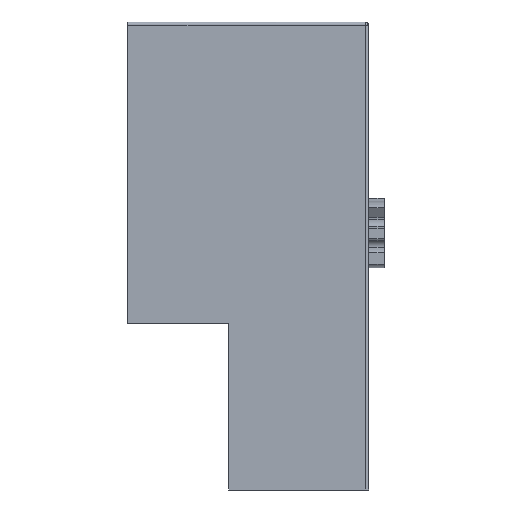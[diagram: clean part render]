
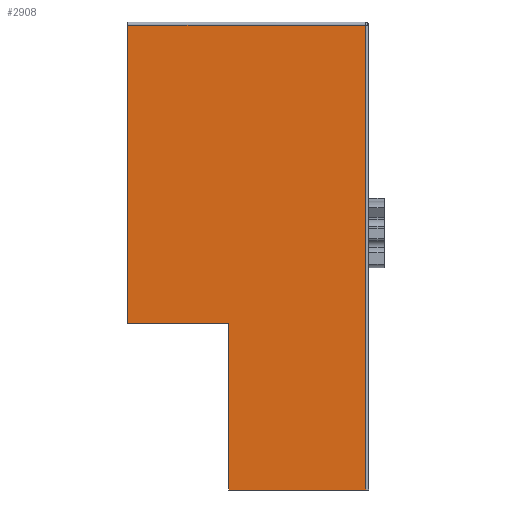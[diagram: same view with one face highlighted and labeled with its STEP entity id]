
A CAD part, left-side view. The second image highlights one B-rep face of the part: STEP entity #2908.
In plain terms, the highlighted planar face has unit normal (-1, 0, 0).
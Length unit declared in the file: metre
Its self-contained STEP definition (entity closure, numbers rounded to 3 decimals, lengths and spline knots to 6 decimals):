
#139=LINE('',#3661,#374);
#140=LINE('',#3674,#375);
#141=LINE('',#3676,#376);
#142=LINE('',#3678,#377);
#374=VECTOR('',#3203,1.);
#375=VECTOR('',#3204,1.);
#376=VECTOR('',#3205,1.);
#377=VECTOR('',#3206,1.);
#611=ORIENTED_EDGE('',*,*,#1525,.F.);
#612=ORIENTED_EDGE('',*,*,#1526,.T.);
#613=ORIENTED_EDGE('',*,*,#1527,.T.);
#614=ORIENTED_EDGE('',*,*,#1528,.T.);
#615=ORIENTED_EDGE('',*,*,#1529,.F.);
#616=ORIENTED_EDGE('',*,*,#1530,.T.);
#1525=EDGE_CURVE('',#1982,#1983,#139,.T.);
#1526=EDGE_CURVE('',#1982,#1984,#2280,.T.);
#1527=EDGE_CURVE('',#1984,#1985,#2281,.T.);
#1528=EDGE_CURVE('',#1985,#1986,#140,.T.);
#1529=EDGE_CURVE('',#1987,#1986,#141,.T.);
#1530=EDGE_CURVE('',#1987,#1983,#142,.T.);
#1982=VERTEX_POINT('',#3662);
#1983=VERTEX_POINT('',#3663);
#1984=VERTEX_POINT('',#3668);
#1985=VERTEX_POINT('',#3673);
#1986=VERTEX_POINT('',#3675);
#1987=VERTEX_POINT('',#3677);
#2280=B_SPLINE_CURVE_WITH_KNOTS('',3,(#3664,#3665,#3666,#3667),
 .UNSPECIFIED.,.F.,.F.,(4,4),(0.,1.),.UNSPECIFIED.);
#2281=B_SPLINE_CURVE_WITH_KNOTS('',3,(#3669,#3670,#3671,#3672),
 .UNSPECIFIED.,.F.,.F.,(4,4),(0.,1.),.UNSPECIFIED.);
#2477=EDGE_LOOP('',(#611,#612,#613,#614,#615,#616));
#2658=FACE_BOUND('',#2477,.T.);
#2839=PLANE('',#3089);
#2908=ADVANCED_FACE('',(#2658),#2839,.F.);
#3089=AXIS2_PLACEMENT_3D('',#3660,#3201,#3202);
#3201=DIRECTION('',(1.,0.,0.));
#3202=DIRECTION('',(0.,0.,-1.));
#3203=DIRECTION('',(0.,1.,0.));
#3204=DIRECTION('',(0.,0.,-1.));
#3205=DIRECTION('',(0.,1.,0.));
#3206=DIRECTION('',(0.,0.,-1.));
#3660=CARTESIAN_POINT('',(-0.015,-0.037946,0.));
#3661=CARTESIAN_POINT('',(-0.015,-0.037946,-0.0147));
#3662=CARTESIAN_POINT('',(-0.015,-0.037746,-0.0147));
#3663=CARTESIAN_POINT('',(-0.015,-0.028901,-0.0147));
#3664=CARTESIAN_POINT('',(-0.015,-0.037746,-0.0147));
#3665=CARTESIAN_POINT('',(-0.015,-0.037746,-0.0047));
#3666=CARTESIAN_POINT('',(-0.015,-0.037746,0.0053));
#3667=CARTESIAN_POINT('',(-0.015,-0.037746,0.0153));
#3668=CARTESIAN_POINT('',(-0.015,-0.037746,0.0153));
#3669=CARTESIAN_POINT('',(-0.015,-0.037746,0.0153));
#3670=CARTESIAN_POINT('',(-0.015,-0.032631,0.0153));
#3671=CARTESIAN_POINT('',(-0.015,-0.027515,0.0153));
#3672=CARTESIAN_POINT('',(-0.015,-0.0224,0.0153));
#3673=CARTESIAN_POINT('',(-0.015,-0.0224,0.0153));
#3674=CARTESIAN_POINT('',(-0.015,-0.0224,0.));
#3675=CARTESIAN_POINT('',(-0.015,-0.0224,-0.003948));
#3676=CARTESIAN_POINT('',(-0.015,-0.037946,-0.003948));
#3677=CARTESIAN_POINT('',(-0.015,-0.028901,-0.003948));
#3678=CARTESIAN_POINT('',(-0.015,-0.028901,0.));
